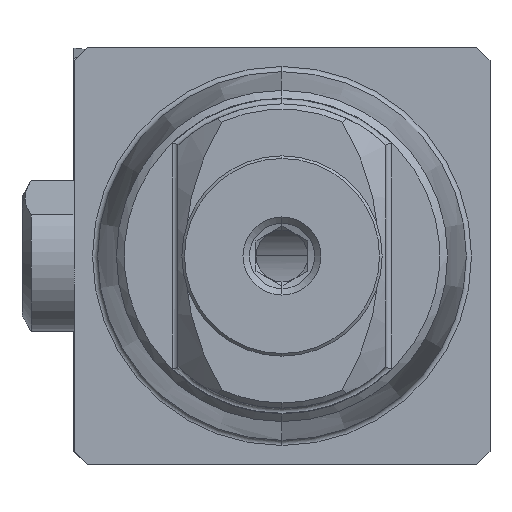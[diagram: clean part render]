
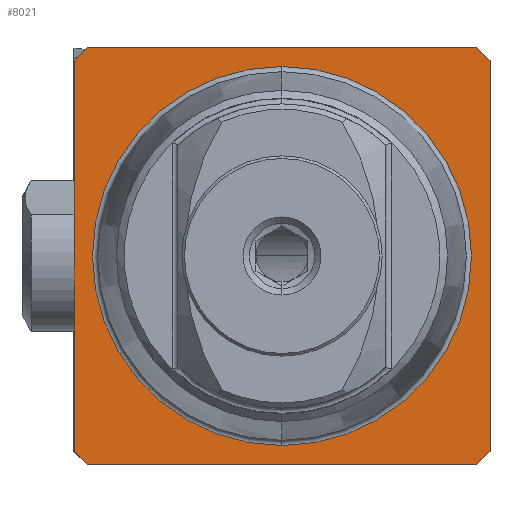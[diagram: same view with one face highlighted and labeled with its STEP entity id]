
A CAD part, left-side view. The second image highlights one B-rep face of the part: STEP entity #8021.
In plain terms, the highlighted planar face has unit normal (-1, 0, 0).
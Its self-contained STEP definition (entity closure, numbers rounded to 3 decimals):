
#23 = DIRECTION ( 'NONE',  ( 0., 0.707, 0.707 ) ) ;
#36 = EDGE_LOOP ( 'NONE', ( #4838, #2166 ) ) ;
#39 = DIRECTION ( 'NONE',  ( 0., 1., 0. ) ) ;
#75 = EDGE_CURVE ( 'NONE', #2779, #1052, #5157, .T. ) ;
#119 = VECTOR ( 'NONE', #23, 1000. ) ;
#221 = ORIENTED_EDGE ( 'NONE', *, *, #5070, .T. ) ;
#565 = LINE ( 'NONE', #8079, #2652 ) ;
#585 = ORIENTED_EDGE ( 'NONE', *, *, #3610, .T. ) ;
#652 = LINE ( 'NONE', #2633, #8110 ) ;
#699 = VERTEX_POINT ( 'NONE', #788 ) ;
#749 = EDGE_CURVE ( 'NONE', #877, #8381, #4072, .T. ) ;
#788 = CARTESIAN_POINT ( 'NONE',  ( 0., -8., 7.5 ) ) ;
#868 = CARTESIAN_POINT ( 'NONE',  ( 0., 7.287, 8. ) ) ;
#877 = VERTEX_POINT ( 'NONE', #1760 ) ;
#1052 = VERTEX_POINT ( 'NONE', #7614 ) ;
#1189 = EDGE_CURVE ( 'NONE', #4032, #5011, #4201, .T. ) ;
#1197 = CARTESIAN_POINT ( 'NONE',  ( 0., 0., 0. ) ) ;
#1224 = CARTESIAN_POINT ( 'NONE',  ( 0., -8., -7.5 ) ) ;
#1385 = AXIS2_PLACEMENT_3D ( 'NONE', #1197, #8690, #3249 ) ;
#1482 = CARTESIAN_POINT ( 'NONE',  ( 0., 7.287, 0. ) ) ;
#1760 = CARTESIAN_POINT ( 'NONE',  ( 0., 7.5, -8. ) ) ;
#1840 = LINE ( 'NONE', #4540, #3312 ) ;
#1843 = CARTESIAN_POINT ( 'NONE',  ( 0., 0., 7.287 ) ) ;
#1979 = EDGE_LOOP ( 'NONE', ( #221, #585, #3463, #2922, #5054, #8332, #5946, #6037 ) ) ;
#2044 = CARTESIAN_POINT ( 'NONE',  ( 0., 0., 0. ) ) ;
#2166 = ORIENTED_EDGE ( 'NONE', *, *, #5018, .F. ) ;
#2300 = CARTESIAN_POINT ( 'NONE',  ( 0., -8., -7.5 ) ) ;
#2579 = DIRECTION ( 'NONE',  ( 0., -0.707, -0.707 ) ) ;
#2631 = DIRECTION ( 'NONE',  ( 0., -0.707, 0.707 ) ) ;
#2633 = CARTESIAN_POINT ( 'NONE',  ( 0., 8., 7.5 ) ) ;
#2652 = VECTOR ( 'NONE', #6074, 1000. ) ;
#2706 = FACE_OUTER_BOUND ( 'NONE', #1979, .T. ) ;
#2779 = VERTEX_POINT ( 'NONE', #1843 ) ;
#2922 = ORIENTED_EDGE ( 'NONE', *, *, #3020, .T. ) ;
#2930 = VERTEX_POINT ( 'NONE', #4543 ) ;
#3020 = EDGE_CURVE ( 'NONE', #5011, #3924, #652, .T. ) ;
#3249 = DIRECTION ( 'NONE',  ( 0., 0., 1. ) ) ;
#3312 = VECTOR ( 'NONE', #4093, 1000. ) ;
#3387 = EDGE_CURVE ( 'NONE', #2930, #877, #4059, .T. ) ;
#3463 = ORIENTED_EDGE ( 'NONE', *, *, #1189, .T. ) ;
#3610 = EDGE_CURVE ( 'NONE', #699, #4032, #5276, .T. ) ;
#3924 = VERTEX_POINT ( 'NONE', #6786 ) ;
#4032 = VERTEX_POINT ( 'NONE', #4443 ) ;
#4059 = LINE ( 'NONE', #5952, #8549 ) ;
#4072 = LINE ( 'NONE', #4290, #5204 ) ;
#4093 = DIRECTION ( 'NONE',  ( 0., 0., 1. ) ) ;
#4145 = DIRECTION ( 'NONE',  ( 1., 0., 0. ) ) ;
#4201 = LINE ( 'NONE', #868, #5415 ) ;
#4234 = PLANE ( 'NONE',  #8066 ) ;
#4290 = CARTESIAN_POINT ( 'NONE',  ( 0., 7.287, -8. ) ) ;
#4309 = AXIS2_PLACEMENT_3D ( 'NONE', #2044, #5372, #6748 ) ;
#4443 = CARTESIAN_POINT ( 'NONE',  ( 0., -7.5, 8. ) ) ;
#4461 = CARTESIAN_POINT ( 'NONE',  ( 0., 7.5, 8. ) ) ;
#4483 = CARTESIAN_POINT ( 'NONE',  ( 0., -7.5, 8. ) ) ;
#4531 = VERTEX_POINT ( 'NONE', #2300 ) ;
#4540 = CARTESIAN_POINT ( 'NONE',  ( 0., -8., 0. ) ) ;
#4543 = CARTESIAN_POINT ( 'NONE',  ( 0., 8., -7.5 ) ) ;
#4838 = ORIENTED_EDGE ( 'NONE', *, *, #75, .F. ) ;
#4848 = DIRECTION ( 'NONE',  ( 0., 0., -1. ) ) ;
#5011 = VERTEX_POINT ( 'NONE', #4461 ) ;
#5018 = EDGE_CURVE ( 'NONE', #1052, #2779, #8121, .T. ) ;
#5054 = ORIENTED_EDGE ( 'NONE', *, *, #6727, .F. ) ;
#5070 = EDGE_CURVE ( 'NONE', #4531, #699, #1840, .T. ) ;
#5157 = CIRCLE ( 'NONE', #1385, 7.287 ) ;
#5204 = VECTOR ( 'NONE', #6331, 1000. ) ;
#5276 = LINE ( 'NONE', #4483, #119 ) ;
#5372 = DIRECTION ( 'NONE',  ( -1., 0., 0. ) ) ;
#5415 = VECTOR ( 'NONE', #39, 1000. ) ;
#5946 = ORIENTED_EDGE ( 'NONE', *, *, #749, .T. ) ;
#5952 = CARTESIAN_POINT ( 'NONE',  ( 0., 7.5, -8. ) ) ;
#5959 = LINE ( 'NONE', #1224, #6735 ) ;
#6037 = ORIENTED_EDGE ( 'NONE', *, *, #6243, .T. ) ;
#6074 = DIRECTION ( 'NONE',  ( 0., 0., 1. ) ) ;
#6243 = EDGE_CURVE ( 'NONE', #8381, #4531, #5959, .T. ) ;
#6331 = DIRECTION ( 'NONE',  ( 0., -1., 0. ) ) ;
#6727 = EDGE_CURVE ( 'NONE', #2930, #3924, #565, .T. ) ;
#6735 = VECTOR ( 'NONE', #2631, 1000. ) ;
#6748 = DIRECTION ( 'NONE',  ( 0., 0., 1. ) ) ;
#6786 = CARTESIAN_POINT ( 'NONE',  ( 0., 8., 7.5 ) ) ;
#7284 = CARTESIAN_POINT ( 'NONE',  ( 0., -7.5, -8. ) ) ;
#7519 = FACE_BOUND ( 'NONE', #36, .T. ) ;
#7614 = CARTESIAN_POINT ( 'NONE',  ( 0., 0., -7.287 ) ) ;
#8021 = ADVANCED_FACE ( 'NONE', ( #7519, #2706 ), #4234, .F. ) ;
#8066 = AXIS2_PLACEMENT_3D ( 'NONE', #1482, #4145, #4848 ) ;
#8079 = CARTESIAN_POINT ( 'NONE',  ( 0., 8., 0. ) ) ;
#8110 = VECTOR ( 'NONE', #8626, 1000. ) ;
#8121 = CIRCLE ( 'NONE', #4309, 7.287 ) ;
#8332 = ORIENTED_EDGE ( 'NONE', *, *, #3387, .T. ) ;
#8381 = VERTEX_POINT ( 'NONE', #7284 ) ;
#8549 = VECTOR ( 'NONE', #2579, 1000. ) ;
#8626 = DIRECTION ( 'NONE',  ( 0., 0.707, -0.707 ) ) ;
#8690 = DIRECTION ( 'NONE',  ( -1., 0., 0. ) ) ;
